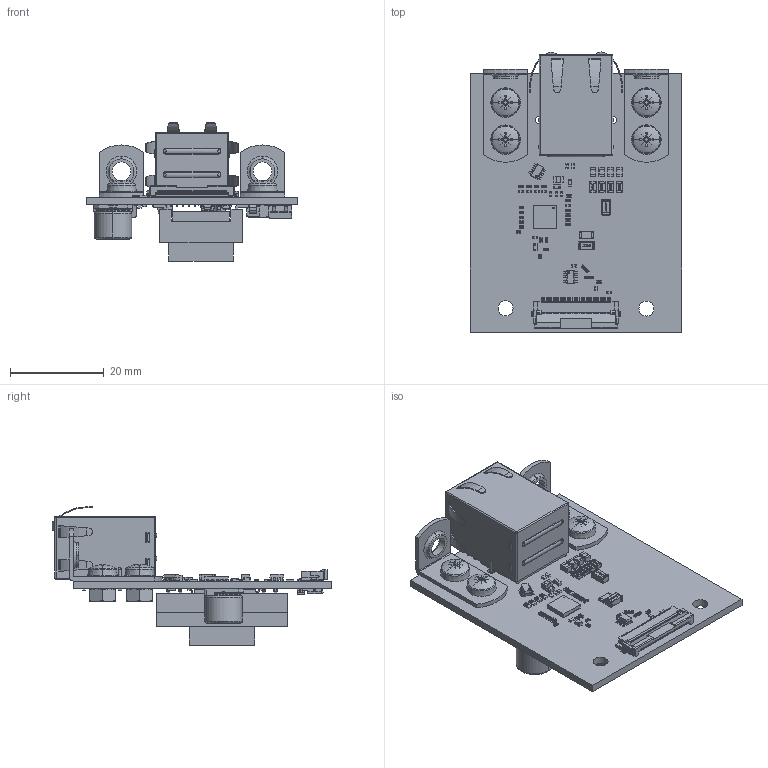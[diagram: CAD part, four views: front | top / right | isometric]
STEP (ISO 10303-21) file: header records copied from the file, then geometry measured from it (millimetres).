
FILE_DESCRIPTION(('Open CASCADE Model'),'2;1');
FILE_NAME('Open CASCADE Shape Model','2024-02-08T14:09:23',('Author'),( 'Open CASCADE'),'Open CASCADE STEP processor 7.6','Open CASCADE 7.5' ,'Unknown');
FILE_SCHEMA(('AUTOMOTIVE_DESIGN_CC2 { 1 2 10303 214 -1 1 5 4 }'));
Length unit declared in the file: millimetre
Products named in the file (93): Open CASCADE STEP translator 7.5 1; Open CASCADE STEP translator 7.5 2; Open CASCADE STEP translator 7.5 3; Open CASCADE STEP translator 7.5 4; Open CASCADE STEP translator 7.5 5; Open CASCADE STEP translator 7.5 6; Open CASCADE STEP translator 7.5 7; Open CASCADE STEP translator 7.5 8; Open CASCADE STEP translator 7.5 9; Open CASCADE STEP translator 7.5 10; Open CASCADE STEP translator 7.5 11; Open CASCADE STEP translator 7.5 12; Open CASCADE STEP translator 7.5 13; Open CASCADE STEP translator 7.5 14; Open CASCADE STEP translator 7.5 15; Open CASCADE STEP translator 7.5 16; Open CASCADE STEP translator 7.5 17; Open CASCADE STEP translator 7.5 18; Open CASCADE STEP translator 7.5 19; Open CASCADE STEP translator 7.5 20; Open CASCADE STEP translator 7.5 21; Open CASCADE STEP translator 7.5 22; Open CASCADE STEP translator 7.5 23; Open CASCADE STEP translator 7.5 24; Open CASCADE STEP translator 7.5 25; Open CASCADE STEP translator 7.5 26; Open CASCADE STEP translator 7.5 27; Open CASCADE STEP translator 7.5 28; Open CASCADE STEP translator 7.5 29; Open CASCADE STEP translator 7.5 30; Open CASCADE STEP translator 7.5 31; Open CASCADE STEP translator 7.5 32; Open CASCADE STEP translator 7.5 33; Open CASCADE STEP translator 7.5 34; Open CASCADE STEP translator 7.5 35; Open CASCADE STEP translator 7.5 36; Open CASCADE STEP translator 7.5 37; Open CASCADE STEP translator 7.5 38; Open CASCADE STEP translator 7.5 39; Open CASCADE STEP translator 7.5 40 ...
Bounding box: 45 x 59.6 x 29.42 mm (x, y, z)
Volume: 13185.2 mm3; surface area: 14246.9 mm2
Topology: 189 solids, 195 shells, 10061 faces, 25490 edges, 15633 vertices
Faces by surface type: plane 5519, cylinder 2538, bspline 1305, sphere 566, torus 69, cone 56, revolution 8
Full cylindrical faces by diameter (mm): 0.9 x10, 1 x4, 1.6 x2, 3.2 x2, 3.25 x2
Entity records: 439463 total; most frequent: CARTESIAN_POINT 158921, ORIENTED_EDGE 49676, DIRECTION 42988, EDGE_CURVE 24846, LINE 17302, VECTOR 17302, VERTEX_POINT 15633, AXIS2_PLACEMENT_3D 12839
